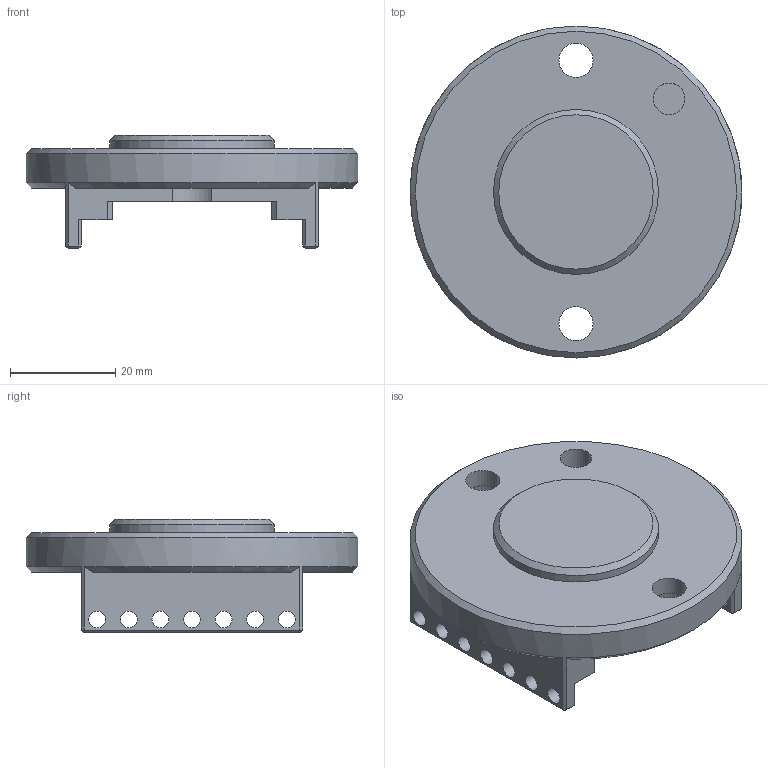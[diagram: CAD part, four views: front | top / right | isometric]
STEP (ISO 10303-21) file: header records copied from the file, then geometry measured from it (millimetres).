
FILE_DESCRIPTION(/* description */ (''),/* implementation_level */ '2;1');
FILE_NAME(/* name */ 'franka-robotis-interface.step',/* time_stamp */ '2023-11-10T15:58:19+01:00',/* author */ (''),/* organization */ (''),/* preprocessor_version */ 'ST-DEVELOPER v20',/* originating_system */ 'Autodesk Translation Framework v12.14.0.127',/* authorisation */ '');
FILE_SCHEMA (('AUTOMOTIVE_DESIGN { 1 0 10303 214 3 1 1 }'));
Length unit declared in the file: millimetre
Products named in the file (1): franka-robotis-interface
Bounding box: 63 x 63 x 21.5 mm (x, y, z)
Volume: 30583.3 mm3; surface area: 10892.3 mm2
Topology: 1 solids, 1 shells, 124 faces, 315 edges, 202 vertices
Faces by surface type: plane 77, cylinder 36, cone 11
Full cylindrical faces by diameter (mm): 2.5 x6, 3.2 x14, 6 x1, 6.5 x2, 11 x2, 20 x1, 31.3 x1, 63 x1
Entity records: 3831 total; most frequent: CARTESIAN_POINT 682, DIRECTION 649, ORIENTED_EDGE 630, EDGE_CURVE 315, AXIS2_PLACEMENT_3D 225, VERTEX_POINT 202, LINE 199, VECTOR 199
